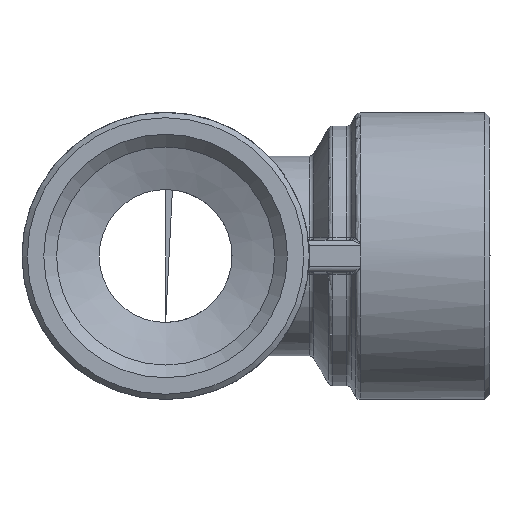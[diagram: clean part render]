
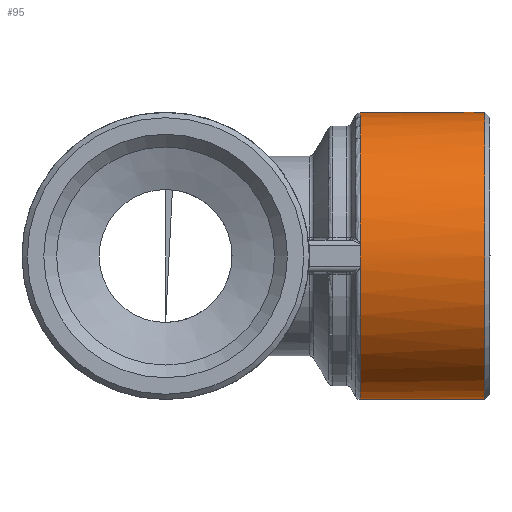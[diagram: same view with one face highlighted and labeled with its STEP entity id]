
A CAD part, front view. The second image highlights one B-rep face of the part: STEP entity #95.
In plain terms, the highlighted cylindrical face has radius 13.5 mm (diameter 27 mm), a full revolution.
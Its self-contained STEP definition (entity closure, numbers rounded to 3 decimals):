
#95 = ADVANCED_FACE( 'NONE', ( #309, #310 ), #311, .T. );
#309 = FACE_OUTER_BOUND( '', #930, .T. );
#310 = FACE_OUTER_BOUND( '', #931, .T. );
#311 = CYLINDRICAL_SURFACE( '', #932, 13.5 );
#930 = EDGE_LOOP( '', ( #2580, #2581, #2582, #2583, #2584, #2585 ) );
#931 = EDGE_LOOP( '', ( #2586 ) );
#932 = AXIS2_PLACEMENT_3D( '', #2587, #2588, #2589 );
#2580 = ORIENTED_EDGE( '', *, *, #3797, .F. );
#2581 = ORIENTED_EDGE( '', *, *, #3798, .F. );
#2582 = ORIENTED_EDGE( '', *, *, #3799, .F. );
#2583 = ORIENTED_EDGE( '', *, *, #3800, .F. );
#2584 = ORIENTED_EDGE( '', *, *, #3801, .F. );
#2585 = ORIENTED_EDGE( '', *, *, #3802, .F. );
#2586 = ORIENTED_EDGE( '', *, *, #3787, .T. );
#2587 = CARTESIAN_POINT( '', ( 0., 0., 0. ) );
#2588 = DIRECTION( '', ( 1., 0., 0. ) );
#2589 = DIRECTION( '', ( 0., 0., -1. ) );
#3787 = EDGE_CURVE( 'NONE', #4294, #4294, #4295, .T. );
#3797 = EDGE_CURVE( 'NONE', #4314, #4315, #4316, .T. );
#3798 = EDGE_CURVE( 'NONE', #4317, #4314, #4318, .T. );
#3799 = EDGE_CURVE( 'NONE', #4319, #4317, #4320, .T. );
#3800 = EDGE_CURVE( 'NONE', #4252, #4319, #4321, .T. );
#3801 = EDGE_CURVE( 'NONE', #4264, #4252, #4322, .T. );
#3802 = EDGE_CURVE( 'NONE', #4315, #4264, #4323, .T. );
#4252 = VERTEX_POINT( 'NONE', #5205 );
#4264 = VERTEX_POINT( 'NONE', #5251 );
#4294 = VERTEX_POINT( '', #5326 );
#4295 = CIRCLE( '', #5327, 13.5 );
#4314 = VERTEX_POINT( 'NONE', #5366 );
#4315 = VERTEX_POINT( 'NONE', #5367 );
#4316 = CIRCLE( '', #5368, 13.5 );
#4317 = VERTEX_POINT( 'NONE', #5369 );
#4318 = CIRCLE( '', #5370, 13.5 );
#4319 = VERTEX_POINT( 'NONE', #5371 );
#4320 = CIRCLE( '', #5372, 13.5 );
#4321 = CIRCLE( '', #5373, 13.5 );
#4322 = CIRCLE( '', #5374, 13.5 );
#4323 = CIRCLE( '', #5375, 13.5 );
#5205 = CARTESIAN_POINT( '', ( 18.299, 13.439, 1.281 ) );
#5251 = CARTESIAN_POINT( '', ( 18.299, -13.439, 1.281 ) );
#5326 = CARTESIAN_POINT( '', ( 30., 0., -13.5 ) );
#5327 = AXIS2_PLACEMENT_3D( '', #6975, #6976, #6977 );
#5366 = CARTESIAN_POINT( '', ( 18.299, -13.439, -1.281 ) );
#5367 = CARTESIAN_POINT( '', ( 18.299, -13.5, 0. ) );
#5368 = AXIS2_PLACEMENT_3D( '', #6999, #7000, #7001 );
#5369 = CARTESIAN_POINT( '', ( 18.299, 13.439, -1.281 ) );
#5370 = AXIS2_PLACEMENT_3D( '', #7002, #7003, #7004 );
#5371 = CARTESIAN_POINT( '', ( 18.299, 13.5, 0. ) );
#5372 = AXIS2_PLACEMENT_3D( '', #7005, #7006, #7007 );
#5373 = AXIS2_PLACEMENT_3D( '', #7008, #7009, #7010 );
#5374 = AXIS2_PLACEMENT_3D( '', #7011, #7012, #7013 );
#5375 = AXIS2_PLACEMENT_3D( '', #7014, #7015, #7016 );
#6975 = CARTESIAN_POINT( '', ( 30., 0., 0. ) );
#6976 = DIRECTION( '', ( -1., 0., 0. ) );
#6977 = DIRECTION( '', ( 0., 0., -1. ) );
#6999 = CARTESIAN_POINT( '', ( 18.299, 0., 0. ) );
#7000 = DIRECTION( '', ( -1., 0., 0. ) );
#7001 = DIRECTION( '', ( 0., 0., -1. ) );
#7002 = CARTESIAN_POINT( '', ( 18.299, 0., 0. ) );
#7003 = DIRECTION( '', ( -1., 0., 0. ) );
#7004 = DIRECTION( '', ( 0., 0., -1. ) );
#7005 = CARTESIAN_POINT( '', ( 18.299, 0., 0. ) );
#7006 = DIRECTION( '', ( -1., 0., 0. ) );
#7007 = DIRECTION( '', ( 0., 0., -1. ) );
#7008 = CARTESIAN_POINT( '', ( 18.299, 0., 0. ) );
#7009 = DIRECTION( '', ( -1., 0., 0. ) );
#7010 = DIRECTION( '', ( 0., 0., -1. ) );
#7011 = CARTESIAN_POINT( '', ( 18.299, 0., 0. ) );
#7012 = DIRECTION( '', ( -1., 0., 0. ) );
#7013 = DIRECTION( '', ( 0., 0., -1. ) );
#7014 = CARTESIAN_POINT( '', ( 18.299, 0., 0. ) );
#7015 = DIRECTION( '', ( -1., 0., 0. ) );
#7016 = DIRECTION( '', ( 0., 0., -1. ) );
